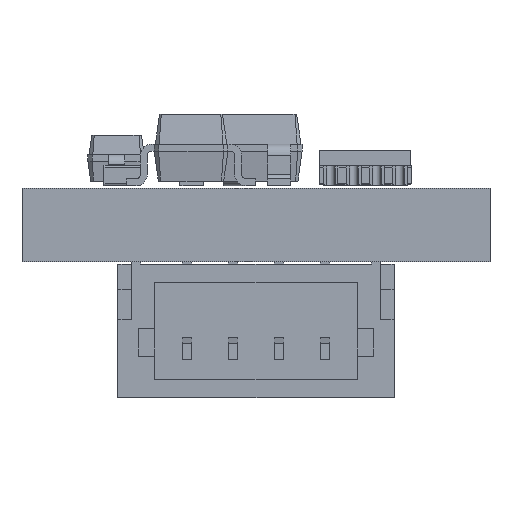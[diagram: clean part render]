
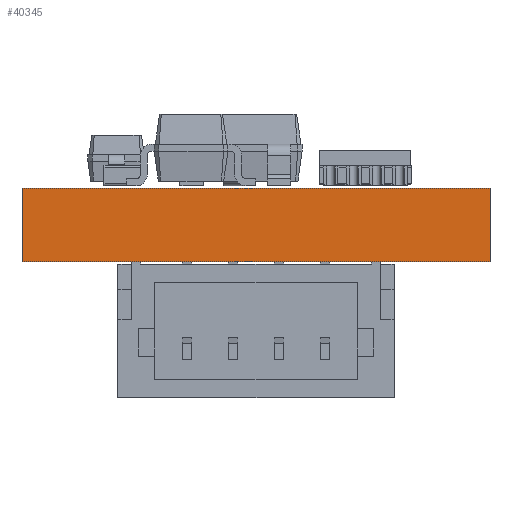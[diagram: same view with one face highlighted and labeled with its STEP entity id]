
A CAD part, left-side view. The second image highlights one B-rep face of the part: STEP entity #40345.
In plain terms, the highlighted planar face has unit normal (-1, 0, 0).
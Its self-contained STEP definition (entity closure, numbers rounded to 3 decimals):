
#38598 = PLANE('',#38599);
#38599 = AXIS2_PLACEMENT_3D('',#38600,#38601,#38602);
#38600 = CARTESIAN_POINT('',(0.,0.,0.)
  );
#38601 = DIRECTION('',(-0.,-0.,-1.));
#38602 = DIRECTION('',(-1.,0.,0.));
#38654 = PLANE('',#38655);
#38655 = AXIS2_PLACEMENT_3D('',#38656,#38657,#38658);
#38656 = CARTESIAN_POINT('',(0.,0.,1.6
    ));
#38657 = DIRECTION('',(-0.,-0.,-1.));
#38658 = DIRECTION('',(-1.,0.,0.));
#38931 = VERTEX_POINT('',#38932);
#38932 = CARTESIAN_POINT('',(-5.08,-5.08,0.));
#38946 = PLANE('',#38947);
#38947 = AXIS2_PLACEMENT_3D('',#38948,#38949,#38950);
#38948 = CARTESIAN_POINT('',(5.08,-5.08,0.));
#38949 = DIRECTION('',(0.,-1.,0.));
#38950 = DIRECTION('',(-1.,0.,0.));
#38958 = EDGE_CURVE('',#38931,#38959,#38961,.T.);
#38959 = VERTEX_POINT('',#38960);
#38960 = CARTESIAN_POINT('',(-5.08,5.08,0.));
#38961 = SURFACE_CURVE('',#38962,(#38966,#38973),.PCURVE_S1.);
#38962 = LINE('',#38963,#38964);
#38963 = CARTESIAN_POINT('',(-5.08,-5.08,0.));
#38964 = VECTOR('',#38965,1.);
#38965 = DIRECTION('',(0.,1.,0.));
#38966 = PCURVE('',#38598,#38967);
#38967 = DEFINITIONAL_REPRESENTATION('',(#38968),#38972);
#38968 = LINE('',#38969,#38970);
#38969 = CARTESIAN_POINT('',(5.08,-5.08));
#38970 = VECTOR('',#38971,1.);
#38971 = DIRECTION('',(0.,1.));
#38972 = ( GEOMETRIC_REPRESENTATION_CONTEXT(2) 
PARAMETRIC_REPRESENTATION_CONTEXT() REPRESENTATION_CONTEXT('2D SPACE',''
  ) );
#38973 = PCURVE('',#38974,#38979);
#38974 = PLANE('',#38975);
#38975 = AXIS2_PLACEMENT_3D('',#38976,#38977,#38978);
#38976 = CARTESIAN_POINT('',(-5.08,-5.08,0.));
#38977 = DIRECTION('',(-1.,0.,0.));
#38978 = DIRECTION('',(0.,1.,0.));
#38979 = DEFINITIONAL_REPRESENTATION('',(#38980),#38984);
#38980 = LINE('',#38981,#38982);
#38981 = CARTESIAN_POINT('',(0.,0.));
#38982 = VECTOR('',#38983,1.);
#38983 = DIRECTION('',(1.,0.));
#38984 = ( GEOMETRIC_REPRESENTATION_CONTEXT(2) 
PARAMETRIC_REPRESENTATION_CONTEXT() REPRESENTATION_CONTEXT('2D SPACE',''
  ) );
#39002 = PLANE('',#39003);
#39003 = AXIS2_PLACEMENT_3D('',#39004,#39005,#39006);
#39004 = CARTESIAN_POINT('',(-5.08,5.08,0.));
#39005 = DIRECTION('',(0.,1.,0.));
#39006 = DIRECTION('',(1.,0.,0.));
#39612 = VERTEX_POINT('',#39613);
#39613 = CARTESIAN_POINT('',(-5.08,-5.08,1.6));
#39634 = EDGE_CURVE('',#39612,#39635,#39637,.T.);
#39635 = VERTEX_POINT('',#39636);
#39636 = CARTESIAN_POINT('',(-5.08,5.08,1.6));
#39637 = SURFACE_CURVE('',#39638,(#39642,#39649),.PCURVE_S1.);
#39638 = LINE('',#39639,#39640);
#39639 = CARTESIAN_POINT('',(-5.08,-5.08,1.6));
#39640 = VECTOR('',#39641,1.);
#39641 = DIRECTION('',(0.,1.,0.));
#39642 = PCURVE('',#38654,#39643);
#39643 = DEFINITIONAL_REPRESENTATION('',(#39644),#39648);
#39644 = LINE('',#39645,#39646);
#39645 = CARTESIAN_POINT('',(5.08,-5.08));
#39646 = VECTOR('',#39647,1.);
#39647 = DIRECTION('',(0.,1.));
#39648 = ( GEOMETRIC_REPRESENTATION_CONTEXT(2) 
PARAMETRIC_REPRESENTATION_CONTEXT() REPRESENTATION_CONTEXT('2D SPACE',''
  ) );
#39649 = PCURVE('',#38974,#39650);
#39650 = DEFINITIONAL_REPRESENTATION('',(#39651),#39655);
#39651 = LINE('',#39652,#39653);
#39652 = CARTESIAN_POINT('',(0.,-1.6));
#39653 = VECTOR('',#39654,1.);
#39654 = DIRECTION('',(1.,0.));
#39655 = ( GEOMETRIC_REPRESENTATION_CONTEXT(2) 
PARAMETRIC_REPRESENTATION_CONTEXT() REPRESENTATION_CONTEXT('2D SPACE',''
  ) );
#40323 = EDGE_CURVE('',#38959,#39635,#40324,.T.);
#40324 = SURFACE_CURVE('',#40325,(#40329,#40336),.PCURVE_S1.);
#40325 = LINE('',#40326,#40327);
#40326 = CARTESIAN_POINT('',(-5.08,5.08,0.));
#40327 = VECTOR('',#40328,1.);
#40328 = DIRECTION('',(0.,0.,1.));
#40329 = PCURVE('',#39002,#40330);
#40330 = DEFINITIONAL_REPRESENTATION('',(#40331),#40335);
#40331 = LINE('',#40332,#40333);
#40332 = CARTESIAN_POINT('',(0.,0.));
#40333 = VECTOR('',#40334,1.);
#40334 = DIRECTION('',(0.,-1.));
#40335 = ( GEOMETRIC_REPRESENTATION_CONTEXT(2) 
PARAMETRIC_REPRESENTATION_CONTEXT() REPRESENTATION_CONTEXT('2D SPACE',''
  ) );
#40336 = PCURVE('',#38974,#40337);
#40337 = DEFINITIONAL_REPRESENTATION('',(#40338),#40342);
#40338 = LINE('',#40339,#40340);
#40339 = CARTESIAN_POINT('',(10.16,0.));
#40340 = VECTOR('',#40341,1.);
#40341 = DIRECTION('',(0.,-1.));
#40342 = ( GEOMETRIC_REPRESENTATION_CONTEXT(2) 
PARAMETRIC_REPRESENTATION_CONTEXT() REPRESENTATION_CONTEXT('2D SPACE',''
  ) );
#40345 = ADVANCED_FACE('',(#40346),#38974,.T.);
#40346 = FACE_BOUND('',#40347,.T.);
#40347 = EDGE_LOOP('',(#40348,#40369,#40370,#40371));
#40348 = ORIENTED_EDGE('',*,*,#40349,.T.);
#40349 = EDGE_CURVE('',#38931,#39612,#40350,.T.);
#40350 = SURFACE_CURVE('',#40351,(#40355,#40362),.PCURVE_S1.);
#40351 = LINE('',#40352,#40353);
#40352 = CARTESIAN_POINT('',(-5.08,-5.08,0.));
#40353 = VECTOR('',#40354,1.);
#40354 = DIRECTION('',(0.,0.,1.));
#40355 = PCURVE('',#38974,#40356);
#40356 = DEFINITIONAL_REPRESENTATION('',(#40357),#40361);
#40357 = LINE('',#40358,#40359);
#40358 = CARTESIAN_POINT('',(0.,0.));
#40359 = VECTOR('',#40360,1.);
#40360 = DIRECTION('',(0.,-1.));
#40361 = ( GEOMETRIC_REPRESENTATION_CONTEXT(2) 
PARAMETRIC_REPRESENTATION_CONTEXT() REPRESENTATION_CONTEXT('2D SPACE',''
  ) );
#40362 = PCURVE('',#38946,#40363);
#40363 = DEFINITIONAL_REPRESENTATION('',(#40364),#40368);
#40364 = LINE('',#40365,#40366);
#40365 = CARTESIAN_POINT('',(10.16,0.));
#40366 = VECTOR('',#40367,1.);
#40367 = DIRECTION('',(0.,-1.));
#40368 = ( GEOMETRIC_REPRESENTATION_CONTEXT(2) 
PARAMETRIC_REPRESENTATION_CONTEXT() REPRESENTATION_CONTEXT('2D SPACE',''
  ) );
#40369 = ORIENTED_EDGE('',*,*,#39634,.T.);
#40370 = ORIENTED_EDGE('',*,*,#40323,.F.);
#40371 = ORIENTED_EDGE('',*,*,#38958,.F.);
